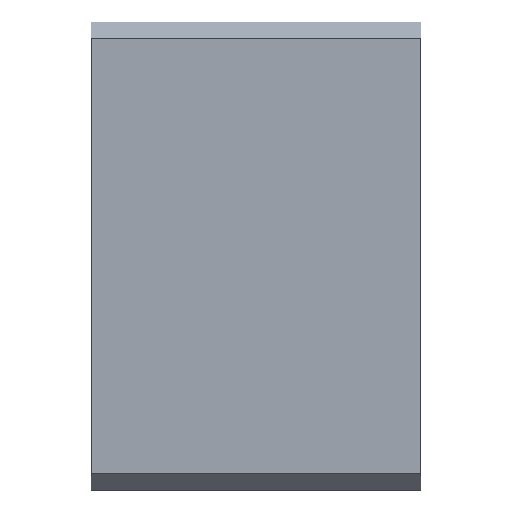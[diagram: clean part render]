
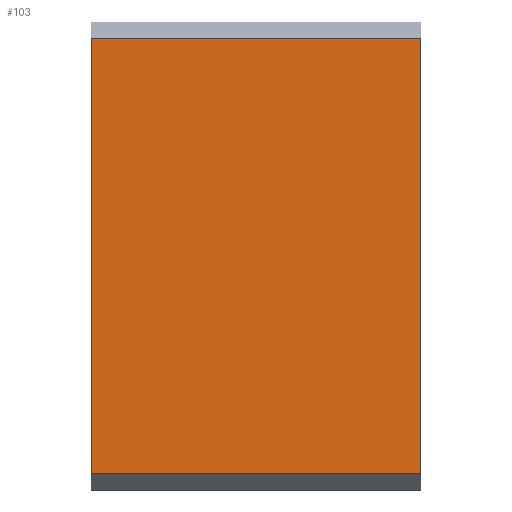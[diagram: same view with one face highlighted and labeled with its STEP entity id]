
A CAD part, top view. The second image highlights one B-rep face of the part: STEP entity #103.
In plain terms, the highlighted planar face has unit normal (0, 0, 1).
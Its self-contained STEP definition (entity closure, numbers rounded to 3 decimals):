
#17=FACE_OUTER_BOUND('',#23,.T.);
#23=EDGE_LOOP('',(#79,#80,#81,#82));
#28=LINE('',#159,#40);
#31=LINE('',#165,#43);
#34=LINE('',#171,#46);
#35=LINE('',#172,#47);
#40=VECTOR('',#132,10.);
#43=VECTOR('',#137,10.);
#46=VECTOR('',#142,10.);
#47=VECTOR('',#143,10.);
#52=VERTEX_POINT('',#156);
#53=VERTEX_POINT('',#158);
#55=VERTEX_POINT('',#164);
#57=VERTEX_POINT('',#170);
#60=EDGE_CURVE('',#52,#53,#28,.T.);
#63=EDGE_CURVE('',#55,#53,#31,.T.);
#66=EDGE_CURVE('',#52,#57,#34,.T.);
#67=EDGE_CURVE('',#55,#57,#35,.T.);
#79=ORIENTED_EDGE('',*,*,#60,.F.);
#80=ORIENTED_EDGE('',*,*,#66,.T.);
#81=ORIENTED_EDGE('',*,*,#67,.F.);
#82=ORIENTED_EDGE('',*,*,#63,.T.);
#97=PLANE('',#123);
#103=ADVANCED_FACE('',(#17),#97,.T.);
#123=AXIS2_PLACEMENT_3D('',#169,#140,#141);
#132=DIRECTION('',(1.,0.,0.));
#137=DIRECTION('',(0.,1.,0.));
#140=DIRECTION('center_axis',(0.,0.,1.));
#141=DIRECTION('ref_axis',(1.,0.,0.));
#142=DIRECTION('',(0.,-1.,0.));
#143=DIRECTION('',(-1.,0.,0.));
#156=CARTESIAN_POINT('',(-50.,465.,63.));
#158=CARTESIAN_POINT('',(50.,465.,63.));
#159=CARTESIAN_POINT('',(25.,465.,63.));
#164=CARTESIAN_POINT('',(50.,333.,63.));
#165=CARTESIAN_POINT('',(50.,328.,63.));
#169=CARTESIAN_POINT('Origin',(0.,399.,63.));
#170=CARTESIAN_POINT('',(-50.,333.,63.));
#171=CARTESIAN_POINT('',(-50.,470.,63.));
#172=CARTESIAN_POINT('',(-25.,333.,63.));
